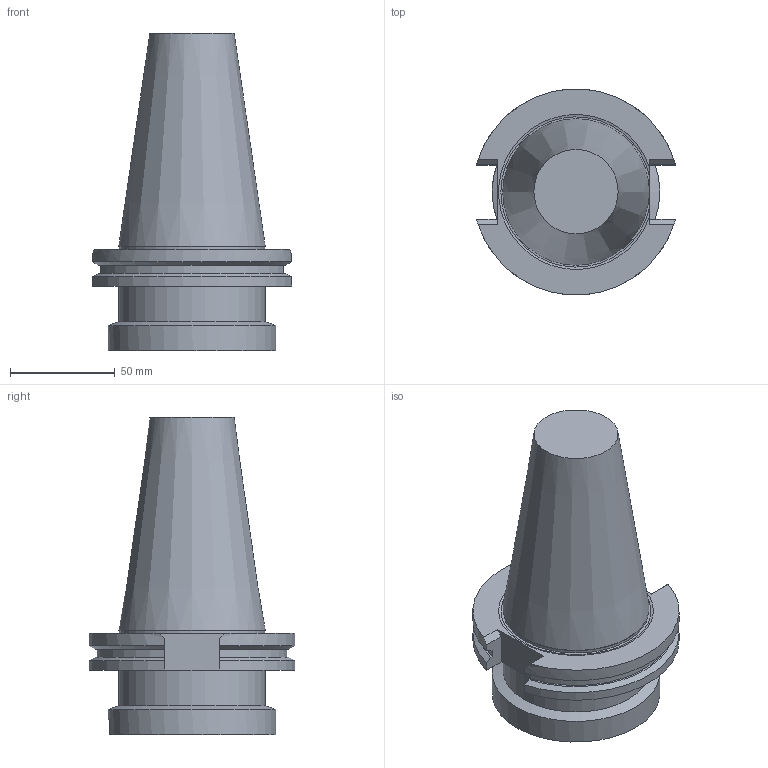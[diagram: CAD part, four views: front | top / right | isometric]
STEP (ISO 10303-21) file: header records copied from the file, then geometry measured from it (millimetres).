
FILE_DESCRIPTION(/* description */ ('3-D model version:1'),/* implementation_level */ '2;1');
FILE_NAME(/* name */ 'A390.545-5080050',/* time_stamp */ '2016-12-02T14:14:31',/* author */ ('InteractiveCad'),/* organization */ ('AB Sandvik Coromant'),/* preprocessor_version */ 'ST-DEVELOPER v15',/* originating_system */ 'SIEMENS PLM Software NX 8.5',/* authorization */ '');
FILE_SCHEMA(('AUTOMOTIVE_DESIGN'));
Length unit declared in the file: millimetre
Products named in the file (1): A390_545_5080050_SIM
Bounding box: 94.96 x 98.06 x 151.6 mm (x, y, z)
Volume: 495312.4 mm3; surface area: 46947.6 mm2
Topology: 1 solids, 1 shells, 41 faces, 109 edges, 72 vertices
Faces by surface type: plane 23, cylinder 10, cone 8
Full cylindrical faces by diameter (mm): 32.305 x1, 69.25 x1, 69.85 x1, 80 x1
Entity records: 1316 total; most frequent: CARTESIAN_POINT 241, DIRECTION 212, ORIENTED_EDGE 196, EDGE_CURVE 98, AXIS2_PLACEMENT_3D 79, VERTEX_POINT 68, LINE 54, VECTOR 54
